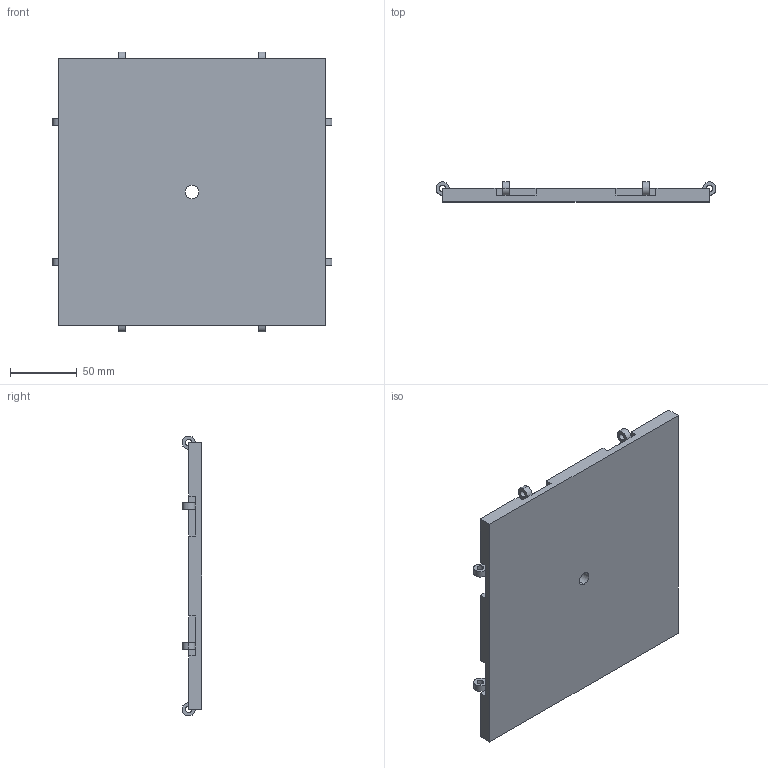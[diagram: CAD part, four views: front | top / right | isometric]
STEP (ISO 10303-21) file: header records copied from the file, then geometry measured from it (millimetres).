
FILE_DESCRIPTION (( 'STEP AP203' ), '1' );
FILE_NAME ('bot_Default_sldprt.STEP', '2024-03-12T14:44:12', ( '' ), ( '' ), 'SwSTEP 2.0', 'SolidWorks 2021', '' );
FILE_SCHEMA (( 'CONFIG_CONTROL_DESIGN' ));
Length unit declared in the file: millimetre
Products named in the file (1): bot_Default_sldprt
Bounding box: 210 x 15 x 210 mm (x, y, z)
Volume: 395785.4 mm3; surface area: 90756.2 mm2
Topology: 1 solids, 1 shells, 100 faces, 262 edges, 164 vertices
Faces by surface type: plane 70, cylinder 30
Entity records: 3143 total; most frequent: CARTESIAN_POINT 527, DIRECTION 524, ORIENTED_EDGE 524, EDGE_CURVE 262, VECTOR 202, LINE 202, VERTEX_POINT 164, AXIS2_PLACEMENT_3D 161
